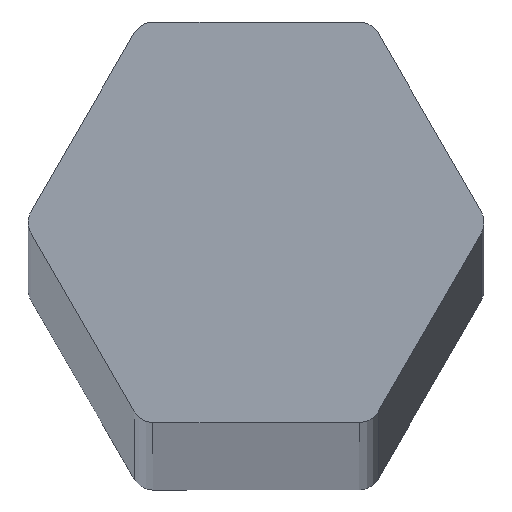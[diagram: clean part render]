
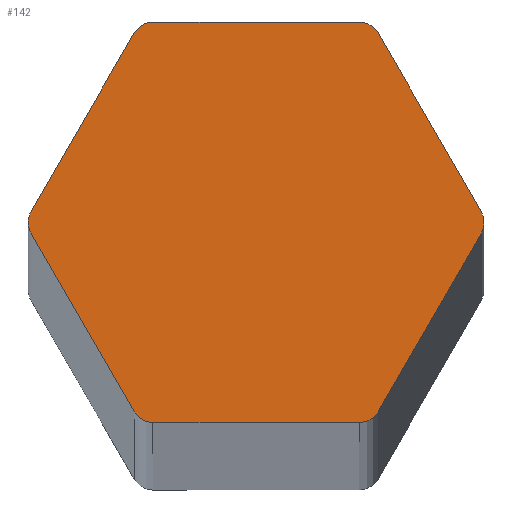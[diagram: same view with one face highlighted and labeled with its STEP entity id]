
A CAD part, top view. The second image highlights one B-rep face of the part: STEP entity #142.
In plain terms, the highlighted planar face has unit normal (0, 0, 1).
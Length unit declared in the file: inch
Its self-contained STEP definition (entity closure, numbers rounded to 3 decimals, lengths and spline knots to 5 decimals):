
#7 = DIRECTION ( 'NONE',  ( -0.5, -0.866, 0. ) ) ;
#9 = LINE ( 'NONE', #121, #36 ) ;
#13 = VECTOR ( 'NONE', #73, 39.37008 ) ;
#14 = CIRCLE ( 'NONE', #16, 0.02 ) ;
#16 = AXIS2_PLACEMENT_3D ( 'NONE', #346, #345, #341 ) ;
#26 = CARTESIAN_POINT ( 'NONE',  ( -0.19283, 0., 18. ) ) ;
#36 = VECTOR ( 'NONE', #76, 39.37008 ) ;
#39 = CARTESIAN_POINT ( 'NONE',  ( -0.10796, 0.187, 18. ) ) ;
#42 = CARTESIAN_POINT ( 'NONE',  ( 0.09642, -0.167, 18. ) ) ;
#45 = CARTESIAN_POINT ( 'NONE',  ( -0.21283, 0., 18. ) ) ;
#48 = LINE ( 'NONE', #393, #266 ) ;
#59 = EDGE_CURVE ( 'NONE', #223, #480, #14, .T. ) ;
#63 = CARTESIAN_POINT ( 'NONE',  ( 0.11374, 0.177, 18. ) ) ;
#70 = CIRCLE ( 'NONE', #493, 0.02 ) ;
#73 = DIRECTION ( 'NONE',  ( -0.5, 0.866, 0. ) ) ;
#76 = DIRECTION ( 'NONE',  ( -1., 0., 0. ) ) ;
#80 = CARTESIAN_POINT ( 'NONE',  ( 0.11374, -0.177, 18. ) ) ;
#85 = VERTEX_POINT ( 'NONE', #80 ) ;
#107 = EDGE_CURVE ( 'NONE', #499, #85, #420, .T. ) ;
#115 = ORIENTED_EDGE ( 'NONE', *, *, #240, .T. ) ;
#117 = EDGE_CURVE ( 'NONE', #353, #224, #220, .T. ) ;
#119 = ORIENTED_EDGE ( 'NONE', *, *, #107, .T. ) ;
#121 = CARTESIAN_POINT ( 'NONE',  ( 0.10796, 0.187, 18. ) ) ;
#122 = DIRECTION ( 'NONE',  ( 1., 0., 0. ) ) ;
#128 = VERTEX_POINT ( 'NONE', #370 ) ;
#129 = CIRCLE ( 'NONE', #243, 0.02 ) ;
#130 = ORIENTED_EDGE ( 'NONE', *, *, #323, .T. ) ;
#142 = ADVANCED_FACE ( 'NONE', ( #517 ), #331, .T. ) ;
#148 = VERTEX_POINT ( 'NONE', #250 ) ;
#149 = CARTESIAN_POINT ( 'NONE',  ( 0.21016, 0.01, 18. ) ) ;
#150 = CARTESIAN_POINT ( 'NONE',  ( -0.09642, 0.187, 18. ) ) ;
#155 = LINE ( 'NONE', #379, #377 ) ;
#158 = LINE ( 'NONE', #39, #354 ) ;
#161 = ORIENTED_EDGE ( 'NONE', *, *, #512, .T. ) ;
#186 = CARTESIAN_POINT ( 'NONE',  ( -0.19283, 0., 18. ) ) ;
#189 = ORIENTED_EDGE ( 'NONE', *, *, #117, .T. ) ;
#191 = DIRECTION ( 'NONE',  ( 0., 0., 1. ) ) ;
#192 = EDGE_CURVE ( 'NONE', #272, #324, #9, .T. ) ;
#195 = EDGE_CURVE ( 'NONE', #128, #239, #158, .T. ) ;
#196 = VERTEX_POINT ( 'NONE', #45 ) ;
#197 = AXIS2_PLACEMENT_3D ( 'NONE', #366, #299, #293 ) ;
#213 = CARTESIAN_POINT ( 'NONE',  ( 0.21016, -0.01, 18. ) ) ;
#214 = CIRCLE ( 'NONE', #294, 0.02 ) ;
#220 = LINE ( 'NONE', #491, #13 ) ;
#223 = VERTEX_POINT ( 'NONE', #429 ) ;
#224 = VERTEX_POINT ( 'NONE', #63 ) ;
#239 = VERTEX_POINT ( 'NONE', #470 ) ;
#240 = EDGE_CURVE ( 'NONE', #196, #148, #329, .T. ) ;
#242 = AXIS2_PLACEMENT_3D ( 'NONE', #26, #191, #476 ) ;
#243 = AXIS2_PLACEMENT_3D ( 'NONE', #312, #296, #494 ) ;
#250 = CARTESIAN_POINT ( 'NONE',  ( -0.21016, -0.01, 18. ) ) ;
#252 = EDGE_CURVE ( 'NONE', #239, #196, #214, .T. ) ;
#254 = ORIENTED_EDGE ( 'NONE', *, *, #337, .T. ) ;
#266 = VECTOR ( 'NONE', #334, 39.37008 ) ;
#272 = VERTEX_POINT ( 'NONE', #395 ) ;
#279 = DIRECTION ( 'NONE',  ( 0., 0., 1. ) ) ;
#285 = DIRECTION ( 'NONE',  ( 1., 0., 0. ) ) ;
#293 = DIRECTION ( 'NONE',  ( 1., 0., 0. ) ) ;
#294 = AXIS2_PLACEMENT_3D ( 'NONE', #186, #435, #473 ) ;
#296 = DIRECTION ( 'NONE',  ( 0., 0., 1. ) ) ;
#299 = DIRECTION ( 'NONE',  ( 0., 0., 1. ) ) ;
#312 = CARTESIAN_POINT ( 'NONE',  ( 0.19283, 0., 18. ) ) ;
#323 = EDGE_CURVE ( 'NONE', #85, #484, #505, .T. ) ;
#324 = VERTEX_POINT ( 'NONE', #150 ) ;
#325 = DIRECTION ( 'NONE',  ( 1., 0., 0. ) ) ;
#329 = CIRCLE ( 'NONE', #242, 0.02 ) ;
#331 = PLANE ( 'NONE',  #197 ) ;
#333 = ORIENTED_EDGE ( 'NONE', *, *, #192, .T. ) ;
#334 = DIRECTION ( 'NONE',  ( 0.5, -0.866, 0. ) ) ;
#335 = ORIENTED_EDGE ( 'NONE', *, *, #59, .T. ) ;
#337 = EDGE_CURVE ( 'NONE', #224, #272, #389, .T. ) ;
#341 = DIRECTION ( 'NONE',  ( 1., 0., 0. ) ) ;
#342 = CARTESIAN_POINT ( 'NONE',  ( -0.09642, -0.187, 18. ) ) ;
#345 = DIRECTION ( 'NONE',  ( 0., 0., 1. ) ) ;
#346 = CARTESIAN_POINT ( 'NONE',  ( -0.09642, -0.167, 18. ) ) ;
#353 = VERTEX_POINT ( 'NONE', #149 ) ;
#354 = VECTOR ( 'NONE', #7, 39.37008 ) ;
#360 = EDGE_CURVE ( 'NONE', #324, #128, #70, .T. ) ;
#366 = CARTESIAN_POINT ( 'NONE',  ( 0.10796, 0.187, 18. ) ) ;
#369 = ORIENTED_EDGE ( 'NONE', *, *, #360, .T. ) ;
#370 = CARTESIAN_POINT ( 'NONE',  ( -0.11374, 0.177, 18. ) ) ;
#377 = VECTOR ( 'NONE', #122, 39.37008 ) ;
#379 = CARTESIAN_POINT ( 'NONE',  ( -0.10796, -0.187, 18. ) ) ;
#385 = AXIS2_PLACEMENT_3D ( 'NONE', #394, #392, #285 ) ;
#389 = CIRCLE ( 'NONE', #385, 0.02 ) ;
#392 = DIRECTION ( 'NONE',  ( 0., 0., 1. ) ) ;
#393 = CARTESIAN_POINT ( 'NONE',  ( -0.21593, 0., 18. ) ) ;
#394 = CARTESIAN_POINT ( 'NONE',  ( 0.09642, 0.167, 18. ) ) ;
#395 = CARTESIAN_POINT ( 'NONE',  ( 0.09642, 0.187, 18. ) ) ;
#399 = DIRECTION ( 'NONE',  ( 0.5, 0.866, 0. ) ) ;
#411 = EDGE_CURVE ( 'NONE', #480, #499, #155, .T. ) ;
#418 = ORIENTED_EDGE ( 'NONE', *, *, #411, .T. ) ;
#420 = CIRCLE ( 'NONE', #448, 0.02 ) ;
#426 = ORIENTED_EDGE ( 'NONE', *, *, #439, .T. ) ;
#428 = EDGE_LOOP ( 'NONE', ( #426, #335, #418, #119, #130, #161, #189, #254, #333, #369, #442, #445, #115 ) ) ;
#429 = CARTESIAN_POINT ( 'NONE',  ( -0.11374, -0.177, 18. ) ) ;
#435 = DIRECTION ( 'NONE',  ( 0., 0., 1. ) ) ;
#439 = EDGE_CURVE ( 'NONE', #148, #223, #48, .T. ) ;
#442 = ORIENTED_EDGE ( 'NONE', *, *, #195, .T. ) ;
#445 = ORIENTED_EDGE ( 'NONE', *, *, #252, .T. ) ;
#448 = AXIS2_PLACEMENT_3D ( 'NONE', #42, #518, #489 ) ;
#470 = CARTESIAN_POINT ( 'NONE',  ( -0.21016, 0.01, 18. ) ) ;
#473 = DIRECTION ( 'NONE',  ( 1., 0., 0. ) ) ;
#476 = DIRECTION ( 'NONE',  ( 1., 0., 0. ) ) ;
#480 = VERTEX_POINT ( 'NONE', #342 ) ;
#483 = CARTESIAN_POINT ( 'NONE',  ( 0.10796, -0.187, 18. ) ) ;
#484 = VERTEX_POINT ( 'NONE', #213 ) ;
#489 = DIRECTION ( 'NONE',  ( 1., 0., 0. ) ) ;
#491 = CARTESIAN_POINT ( 'NONE',  ( 0.21593, 0., 18. ) ) ;
#493 = AXIS2_PLACEMENT_3D ( 'NONE', #509, #279, #325 ) ;
#494 = DIRECTION ( 'NONE',  ( 1., 0., 0. ) ) ;
#495 = VECTOR ( 'NONE', #399, 39.37008 ) ;
#499 = VERTEX_POINT ( 'NONE', #500 ) ;
#500 = CARTESIAN_POINT ( 'NONE',  ( 0.09642, -0.187, 18. ) ) ;
#505 = LINE ( 'NONE', #483, #495 ) ;
#509 = CARTESIAN_POINT ( 'NONE',  ( -0.09642, 0.167, 18. ) ) ;
#512 = EDGE_CURVE ( 'NONE', #484, #353, #129, .T. ) ;
#517 = FACE_OUTER_BOUND ( 'NONE', #428, .T. ) ;
#518 = DIRECTION ( 'NONE',  ( 0., 0., 1. ) ) ;
